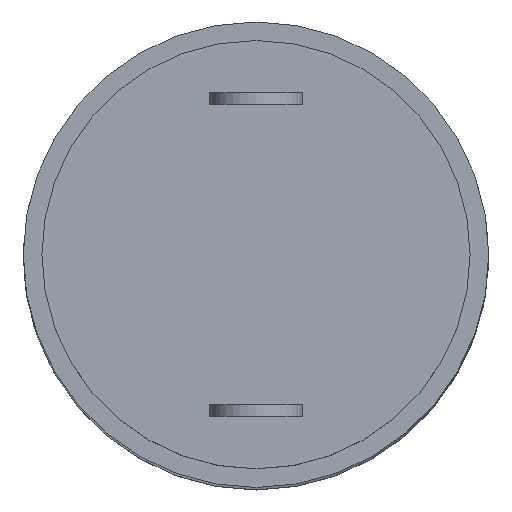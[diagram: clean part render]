
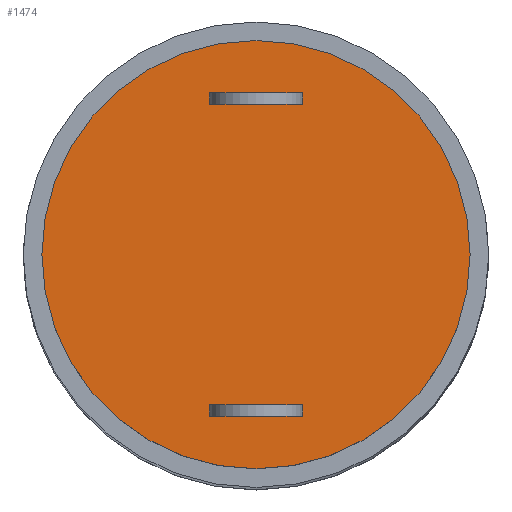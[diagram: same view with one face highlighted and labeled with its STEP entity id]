
A CAD part, top view. The second image highlights one B-rep face of the part: STEP entity #1474.
In plain terms, the highlighted planar face has unit normal (0, 0, 1).
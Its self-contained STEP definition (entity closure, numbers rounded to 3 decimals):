
#48=LINE('',#2272,#128);
#50=LINE('',#2281,#130);
#52=LINE('',#2286,#132);
#55=LINE('',#2297,#135);
#61=LINE('',#2317,#141);
#63=LINE('',#2326,#143);
#65=LINE('',#2333,#145);
#68=LINE('',#2344,#148);
#128=VECTOR('',#1792,1.);
#130=VECTOR('',#1800,1.);
#132=VECTOR('',#1806,1.);
#135=VECTOR('',#1817,1.);
#141=VECTOR('',#1839,1.);
#143=VECTOR('',#1847,1.);
#145=VECTOR('',#1855,1.);
#148=VECTOR('',#1866,1.);
#238=FACE_BOUND('',#363,.T.);
#239=FACE_BOUND('',#364,.T.);
#273=FACE_OUTER_BOUND('',#362,.T.);
#362=EDGE_LOOP('',(#1017,#1018));
#363=EDGE_LOOP('',(#1019,#1020,#1021,#1022));
#364=EDGE_LOOP('',(#1023,#1024,#1025,#1026));
#447=CIRCLE('',#1568,4.6);
#448=CIRCLE('',#1569,4.6);
#565=VERTEX_POINT('',#2262);
#566=VERTEX_POINT('',#2263);
#567=VERTEX_POINT('',#2268);
#569=VERTEX_POINT('',#2271);
#572=VERTEX_POINT('',#2278);
#573=VERTEX_POINT('',#2280);
#583=VERTEX_POINT('',#2315);
#584=VERTEX_POINT('',#2316);
#587=VERTEX_POINT('',#2324);
#588=VERTEX_POINT('',#2325);
#712=EDGE_CURVE('',#565,#566,#447,.T.);
#713=EDGE_CURVE('',#566,#565,#448,.T.);
#716=EDGE_CURVE('',#567,#569,#48,.T.);
#720=EDGE_CURVE('',#572,#573,#50,.T.);
#723=EDGE_CURVE('',#573,#567,#52,.T.);
#729=EDGE_CURVE('',#572,#569,#55,.T.);
#738=EDGE_CURVE('',#583,#584,#61,.T.);
#742=EDGE_CURVE('',#587,#588,#63,.T.);
#746=EDGE_CURVE('',#588,#583,#65,.T.);
#752=EDGE_CURVE('',#587,#584,#68,.T.);
#1017=ORIENTED_EDGE('',*,*,#712,.T.);
#1018=ORIENTED_EDGE('',*,*,#713,.T.);
#1019=ORIENTED_EDGE('',*,*,#723,.F.);
#1020=ORIENTED_EDGE('',*,*,#720,.F.);
#1021=ORIENTED_EDGE('',*,*,#729,.T.);
#1022=ORIENTED_EDGE('',*,*,#716,.F.);
#1023=ORIENTED_EDGE('',*,*,#742,.T.);
#1024=ORIENTED_EDGE('',*,*,#746,.T.);
#1025=ORIENTED_EDGE('',*,*,#738,.T.);
#1026=ORIENTED_EDGE('',*,*,#752,.F.);
#1344=PLANE('',#1606);
#1474=ADVANCED_FACE('',(#273,#238,#239),#1344,.F.);
#1568=AXIS2_PLACEMENT_3D('',#2264,#1783,#1784);
#1569=AXIS2_PLACEMENT_3D('',#2265,#1785,#1786);
#1606=AXIS2_PLACEMENT_3D('',#2361,#1886,#1887);
#1783=DIRECTION('center_axis',(0.,0.,
1.));
#1784=DIRECTION('ref_axis',(1.,0.,0.));
#1785=DIRECTION('center_axis',(0.,0.,
1.));
#1786=DIRECTION('ref_axis',(1.,0.,0.));
#1792=DIRECTION('',(0.,-1.,0.));
#1800=DIRECTION('',(0.,1.,0.));
#1806=DIRECTION('',(-1.,0.,0.));
#1817=DIRECTION('',(-1.,0.,0.));
#1839=DIRECTION('',(0.,1.,0.));
#1847=DIRECTION('',(0.,-1.,0.));
#1855=DIRECTION('',(-1.,0.,0.));
#1866=DIRECTION('',(-1.,0.,0.));
#1886=DIRECTION('center_axis',(0.,0.,
-1.));
#1887=DIRECTION('ref_axis',(-1.,0.,0.));
#2262=CARTESIAN_POINT('',(4.6,0.,35.7));
#2263=CARTESIAN_POINT('',(-4.6,0.,35.7));
#2264=CARTESIAN_POINT('Origin',(0.,0.,
35.7));
#2265=CARTESIAN_POINT('Origin',(0.,0.,
35.7));
#2268=CARTESIAN_POINT('',(-0.527,3.475,35.7));
#2271=CARTESIAN_POINT('',(-0.527,3.225,35.7));
#2272=CARTESIAN_POINT('',(-0.527,3.475,35.7));
#2278=CARTESIAN_POINT('',(0.527,3.225,35.7));
#2280=CARTESIAN_POINT('',(0.527,3.475,35.7));
#2281=CARTESIAN_POINT('',(0.527,3.475,35.7));
#2286=CARTESIAN_POINT('',(0.,3.475,35.7));
#2297=CARTESIAN_POINT('',(0.,3.225,35.7));
#2315=CARTESIAN_POINT('',(-0.527,-3.475,35.7));
#2316=CARTESIAN_POINT('',(-0.527,-3.225,35.7));
#2317=CARTESIAN_POINT('',(-0.527,-3.475,35.7));
#2324=CARTESIAN_POINT('',(0.527,-3.225,35.7));
#2325=CARTESIAN_POINT('',(0.527,-3.475,35.7));
#2326=CARTESIAN_POINT('',(0.527,-3.475,35.7));
#2333=CARTESIAN_POINT('',(0.,-3.475,35.7));
#2344=CARTESIAN_POINT('',(0.,-3.225,35.7));
#2361=CARTESIAN_POINT('Origin',(0.,4.6,
35.7));
